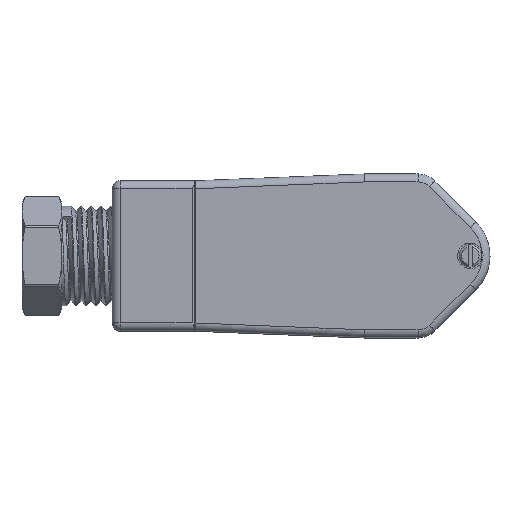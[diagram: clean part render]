
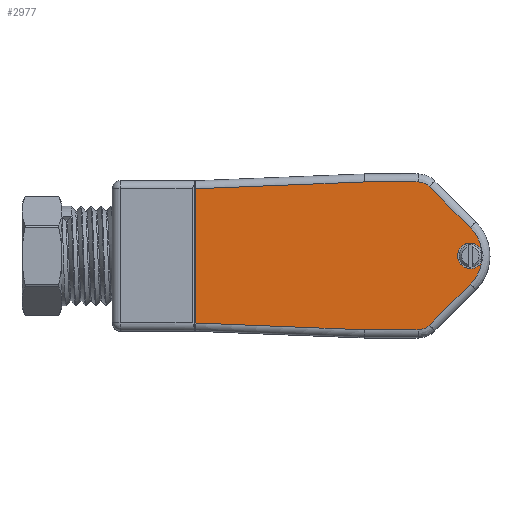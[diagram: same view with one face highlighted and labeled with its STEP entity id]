
A CAD part, top view. The second image highlights one B-rep face of the part: STEP entity #2977.
In plain terms, the highlighted planar face has unit normal (0, 0, 1).
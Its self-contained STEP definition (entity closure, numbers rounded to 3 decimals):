
#1301=LINE('',#14226,#1879);
#1303=LINE('',#14262,#1881);
#1305=LINE('',#14299,#1883);
#1307=LINE('',#14338,#1885);
#1313=LINE('',#14375,#1891);
#1314=LINE('',#14377,#1892);
#1315=LINE('',#14379,#1893);
#1879=VECTOR('',#9729,1.);
#1881=VECTOR('',#9741,1.);
#1883=VECTOR('',#9755,1.);
#1885=VECTOR('',#9765,1.);
#1891=VECTOR('',#9781,1.);
#1892=VECTOR('',#9784,1.);
#1893=VECTOR('',#9785,1.);
#2296=PLANE('',#8488);
#2600=CIRCLE('',#8463,1.6);
#2601=CIRCLE('',#8464,1.6);
#2605=CIRCLE('',#8470,2.);
#2609=CIRCLE('',#8475,5.);
#2610=CIRCLE('',#8476,5.);
#2614=CIRCLE('',#8481,2.);
#2977=ADVANCED_FACE('',(#3418),#2296,.T.);
#3418=FACE_OUTER_BOUND('',#3846,.T.);
#3846=EDGE_LOOP('',(#5097,#5098,#5099,#5100,#5101,#5102,#5103,#5104,#5105,
#5106,#5107,#5108,#5109));
#5097=ORIENTED_EDGE('',*,*,#7466,.T.);
#5098=ORIENTED_EDGE('',*,*,#7435,.T.);
#5099=ORIENTED_EDGE('',*,*,#7438,.T.);
#5100=ORIENTED_EDGE('',*,*,#7441,.T.);
#5101=ORIENTED_EDGE('',*,*,#7445,.T.);
#5102=ORIENTED_EDGE('',*,*,#7430,.T.);
#5103=ORIENTED_EDGE('',*,*,#7429,.T.);
#5104=ORIENTED_EDGE('',*,*,#7444,.T.);
#5105=ORIENTED_EDGE('',*,*,#7448,.T.);
#5106=ORIENTED_EDGE('',*,*,#7451,.T.);
#5107=ORIENTED_EDGE('',*,*,#7454,.T.);
#5108=ORIENTED_EDGE('',*,*,#7465,.T.);
#5109=ORIENTED_EDGE('',*,*,#7467,.T.);
#6559=VERTEX_POINT('',#14205);
#6560=VERTEX_POINT('',#14206);
#6561=VERTEX_POINT('',#14208);
#6563=VERTEX_POINT('',#14221);
#6565=VERTEX_POINT('',#14225);
#6567=VERTEX_POINT('',#14231);
#6569=VERTEX_POINT('',#14261);
#6571=VERTEX_POINT('',#14267);
#6573=VERTEX_POINT('',#14298);
#6575=VERTEX_POINT('',#14304);
#6577=VERTEX_POINT('',#14337);
#6587=VERTEX_POINT('',#14374);
#6588=VERTEX_POINT('',#14378);
#7429=EDGE_CURVE('',#6559,#6560,#2600,.T.);
#7430=EDGE_CURVE('',#6561,#6559,#2601,.T.);
#7435=EDGE_CURVE('',#6563,#6565,#1301,.T.);
#7438=EDGE_CURVE('',#6565,#6567,#2605,.T.);
#7441=EDGE_CURVE('',#6567,#6569,#1303,.T.);
#7444=EDGE_CURVE('',#6560,#6571,#2609,.T.);
#7445=EDGE_CURVE('',#6569,#6561,#2610,.T.);
#7448=EDGE_CURVE('',#6571,#6573,#1305,.T.);
#7451=EDGE_CURVE('',#6573,#6575,#2614,.T.);
#7454=EDGE_CURVE('',#6575,#6577,#1307,.T.);
#7465=EDGE_CURVE('',#6577,#6587,#1313,.T.);
#7466=EDGE_CURVE('',#6588,#6563,#1314,.T.);
#7467=EDGE_CURVE('',#6587,#6588,#1315,.T.);
#8463=AXIS2_PLACEMENT_3D('',#14204,#9720,#9721);
#8464=AXIS2_PLACEMENT_3D('',#14207,#9722,#9723);
#8470=AXIS2_PLACEMENT_3D('',#14232,#9736,#9737);
#8475=AXIS2_PLACEMENT_3D('',#14268,#9748,#9749);
#8476=AXIS2_PLACEMENT_3D('',#14269,#9750,#9751);
#8481=AXIS2_PLACEMENT_3D('',#14305,#9762,#9763);
#8488=AXIS2_PLACEMENT_3D('',#14380,#9786,#9787);
#9720=DIRECTION('',(0.,0.,-1.));
#9721=DIRECTION('',(0.,-1.,0.));
#9722=DIRECTION('',(0.,0.,-1.));
#9723=DIRECTION('',(0.879,-0.477,0.));
#9729=DIRECTION('',(1.,0.,0.));
#9736=DIRECTION('',(0.,0.,1.));
#9737=DIRECTION('',(0.,-1.,0.));
#9741=DIRECTION('',(0.707,0.707,0.));
#9748=DIRECTION('',(0.,0.,1.));
#9749=DIRECTION('',(0.988,0.153,0.));
#9750=DIRECTION('',(0.,0.,1.));
#9751=DIRECTION('',(0.707,-0.707,0.));
#9755=DIRECTION('',(-0.707,0.707,0.));
#9762=DIRECTION('',(0.,0.,1.));
#9763=DIRECTION('',(0.707,0.707,0.));
#9765=DIRECTION('',(-1.,0.,0.));
#9781=DIRECTION('',(-0.999,-0.04,0.));
#9784=DIRECTION('',(0.999,-0.04,0.));
#9785=DIRECTION('',(0.,-1.,0.));
#9786=DIRECTION('',(0.,0.,1.));
#9787=DIRECTION('',(0.,-1.,0.));
#14204=CARTESIAN_POINT('',(11.3,0.,38.3));
#14205=CARTESIAN_POINT('',(11.3,-1.6,38.3));
#14206=CARTESIAN_POINT('',(12.706,0.764,38.3));
#14207=CARTESIAN_POINT('',(11.3,0.,38.3));
#14208=CARTESIAN_POINT('',(12.706,-0.764,38.3));
#14221=CARTESIAN_POINT('',(-1.98,-9.25,38.3));
#14225=CARTESIAN_POINT('',(4.757,-9.25,38.3));
#14226=CARTESIAN_POINT('',(-1.98,-9.25,38.3));
#14231=CARTESIAN_POINT('',(6.172,-8.664,38.3));
#14232=CARTESIAN_POINT('',(4.757,-7.25,38.3));
#14261=CARTESIAN_POINT('',(11.3,-3.536,38.3));
#14262=CARTESIAN_POINT('',(6.172,-8.664,38.3));
#14267=CARTESIAN_POINT('',(11.3,3.536,38.3));
#14268=CARTESIAN_POINT('',(7.765,0.,38.3));
#14269=CARTESIAN_POINT('',(7.765,0.,38.3));
#14298=CARTESIAN_POINT('',(6.172,8.664,38.3));
#14299=CARTESIAN_POINT('',(11.3,3.536,38.3));
#14304=CARTESIAN_POINT('',(4.757,9.25,38.3));
#14305=CARTESIAN_POINT('',(4.757,7.25,38.3));
#14337=CARTESIAN_POINT('',(-1.98,9.25,38.3));
#14338=CARTESIAN_POINT('',(4.757,9.25,38.3));
#14374=CARTESIAN_POINT('',(-23.1,8.399,38.3));
#14375=CARTESIAN_POINT('',(-1.98,9.25,38.3));
#14377=CARTESIAN_POINT('',(-23.1,-8.399,38.3));
#14378=CARTESIAN_POINT('',(-23.1,-8.399,38.3));
#14379=CARTESIAN_POINT('',(-23.1,8.399,38.3));
#14380=CARTESIAN_POINT('',(-24.022,10.762,38.3));
